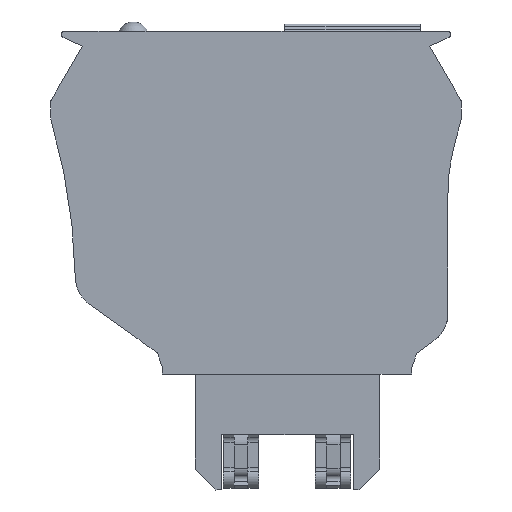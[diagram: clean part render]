
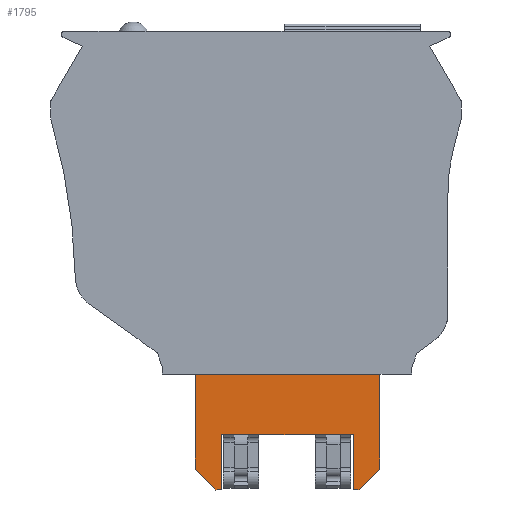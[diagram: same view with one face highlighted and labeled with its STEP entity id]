
A CAD part, left-side view. The second image highlights one B-rep face of the part: STEP entity #1795.
In plain terms, the highlighted planar face has unit normal (-1, 0, 0).
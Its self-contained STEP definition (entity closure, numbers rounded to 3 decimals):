
#1726=AXIS2_PLACEMENT_3D('Plane Axis2P3D',#1723,#1724,#1725) ;
#763=CARTESIAN_POINT('Vertex',(1.02,25.505,11.1)) ;
#766=CARTESIAN_POINT('Line Origine',(1.02,16.655,11.1)) ;
#770=CARTESIAN_POINT('Vertex',(1.02,7.805,11.1)) ;
#1695=CARTESIAN_POINT('Line Origine',(1.02,25.505,10.66)) ;
#1699=CARTESIAN_POINT('Vertex',(1.02,25.505,10.221)) ;
#1706=CARTESIAN_POINT('Vertex',(1.02,25.505,2.)) ;
#1709=CARTESIAN_POINT('Line Origine',(1.02,25.505,6.11)) ;
#1723=CARTESIAN_POINT('Axis2P3D Location',(1.02,33.377,0.)) ;
#1729=CARTESIAN_POINT('Control Point',(1.02,23.505,0.)) ;
#1730=CARTESIAN_POINT('Control Point',(1.02,25.505,2.)) ;
#1731=CARTESIAN_POINT('Vertex',(1.02,23.505,0.)) ;
#1735=CARTESIAN_POINT('Control Point',(1.02,22.955,0.)) ;
#1736=CARTESIAN_POINT('Control Point',(1.02,23.505,0.)) ;
#1737=CARTESIAN_POINT('Vertex',(1.02,22.955,0.)) ;
#1741=CARTESIAN_POINT('Control Point',(1.02,22.955,5.3)) ;
#1742=CARTESIAN_POINT('Control Point',(1.02,22.955,0.)) ;
#1743=CARTESIAN_POINT('Vertex',(1.02,22.955,5.3)) ;
#1747=CARTESIAN_POINT('Control Point',(1.02,10.355,5.3)) ;
#1748=CARTESIAN_POINT('Control Point',(1.02,22.955,5.3)) ;
#1749=CARTESIAN_POINT('Vertex',(1.02,10.355,5.3)) ;
#1753=CARTESIAN_POINT('Control Point',(1.02,10.355,0.)) ;
#1754=CARTESIAN_POINT('Control Point',(1.02,10.355,5.3)) ;
#1755=CARTESIAN_POINT('Vertex',(1.02,10.355,0.)) ;
#1759=CARTESIAN_POINT('Control Point',(1.02,9.805,0.)) ;
#1760=CARTESIAN_POINT('Control Point',(1.02,10.355,0.)) ;
#1761=CARTESIAN_POINT('Vertex',(1.02,9.805,0.)) ;
#1765=CARTESIAN_POINT('Control Point',(1.02,7.805,2.)) ;
#1766=CARTESIAN_POINT('Control Point',(1.02,9.805,0.)) ;
#1767=CARTESIAN_POINT('Vertex',(1.02,7.805,2.)) ;
#1771=CARTESIAN_POINT('Control Point',(1.02,7.805,10.221)) ;
#1772=CARTESIAN_POINT('Control Point',(1.02,7.805,2.)) ;
#1773=CARTESIAN_POINT('Vertex',(1.02,7.805,10.221)) ;
#1776=CARTESIAN_POINT('Line Origine',(1.02,7.805,10.66)) ;
#767=DIRECTION('Vector Direction',(0.,-1.,0.)) ;
#1696=DIRECTION('Vector Direction',(0.,0.,1.)) ;
#1710=DIRECTION('Vector Direction',(0.,0.,1.)) ;
#1724=DIRECTION('Axis2P3D Direction',(-1.,0.,0.)) ;
#1725=DIRECTION('Axis2P3D XDirection',(0.,-1.,0.)) ;
#1777=DIRECTION('Vector Direction',(0.,0.,-1.)) ;
#768=VECTOR('Line Direction',#767,1.) ;
#1697=VECTOR('Line Direction',#1696,1.) ;
#1711=VECTOR('Line Direction',#1710,1.) ;
#1778=VECTOR('Line Direction',#1777,1.) ;
#1782=ORIENTED_EDGE('',*,*,#1713,.T.) ;
#1783=ORIENTED_EDGE('',*,*,#1733,.T.) ;
#1784=ORIENTED_EDGE('',*,*,#1739,.T.) ;
#1785=ORIENTED_EDGE('',*,*,#1745,.T.) ;
#1786=ORIENTED_EDGE('',*,*,#1751,.F.) ;
#1787=ORIENTED_EDGE('',*,*,#1757,.T.) ;
#1788=ORIENTED_EDGE('',*,*,#1763,.T.) ;
#1789=ORIENTED_EDGE('',*,*,#1769,.T.) ;
#1790=ORIENTED_EDGE('',*,*,#1775,.T.) ;
#1791=ORIENTED_EDGE('',*,*,#1780,.F.) ;
#1792=ORIENTED_EDGE('',*,*,#772,.F.) ;
#1793=ORIENTED_EDGE('',*,*,#1701,.F.) ;
#1795=ADVANCED_FACE('Koerper.1',(#1794),#1727,.T.) ;
#1728=B_SPLINE_CURVE_WITH_KNOTS('',1,(#1729,#1730),.UNSPECIFIED.,.F.,.U.,(2,2),(0.,2.828),.UNSPECIFIED.) ;
#1734=B_SPLINE_CURVE_WITH_KNOTS('',1,(#1735,#1736),.UNSPECIFIED.,.F.,.U.,(2,2),(0.,0.55),.UNSPECIFIED.) ;
#1740=B_SPLINE_CURVE_WITH_KNOTS('',1,(#1741,#1742),.UNSPECIFIED.,.F.,.U.,(2,2),(0.,5.3),.UNSPECIFIED.) ;
#1746=B_SPLINE_CURVE_WITH_KNOTS('',1,(#1747,#1748),.UNSPECIFIED.,.F.,.U.,(2,2),(0.,12.6),.UNSPECIFIED.) ;
#1752=B_SPLINE_CURVE_WITH_KNOTS('',1,(#1753,#1754),.UNSPECIFIED.,.F.,.U.,(2,2),(0.,5.3),.UNSPECIFIED.) ;
#1758=B_SPLINE_CURVE_WITH_KNOTS('',1,(#1759,#1760),.UNSPECIFIED.,.F.,.U.,(2,2),(0.,0.55),.UNSPECIFIED.) ;
#1764=B_SPLINE_CURVE_WITH_KNOTS('',1,(#1765,#1766),.UNSPECIFIED.,.F.,.U.,(2,2),(0.,2.828),.UNSPECIFIED.) ;
#1770=B_SPLINE_CURVE_WITH_KNOTS('',1,(#1771,#1772),.UNSPECIFIED.,.F.,.U.,(2,2),(0.879,9.1),.UNSPECIFIED.) ;
#772=EDGE_CURVE('',#764,#771,#769,.T.) ;
#1701=EDGE_CURVE('',#1700,#764,#1698,.T.) ;
#1713=EDGE_CURVE('',#1700,#1707,#1712,.F.) ;
#1733=EDGE_CURVE('',#1707,#1732,#1728,.F.) ;
#1739=EDGE_CURVE('',#1732,#1738,#1734,.F.) ;
#1745=EDGE_CURVE('',#1738,#1744,#1740,.F.) ;
#1751=EDGE_CURVE('',#1750,#1744,#1746,.T.) ;
#1757=EDGE_CURVE('',#1750,#1756,#1752,.F.) ;
#1763=EDGE_CURVE('',#1756,#1762,#1758,.F.) ;
#1769=EDGE_CURVE('',#1762,#1768,#1764,.F.) ;
#1775=EDGE_CURVE('',#1768,#1774,#1770,.F.) ;
#1780=EDGE_CURVE('',#771,#1774,#1779,.T.) ;
#1781=EDGE_LOOP('',(#1782,#1783,#1784,#1785,#1786,#1787,#1788,#1789,#1790,#1791,#1792,#1793)) ;
#1794=FACE_OUTER_BOUND('',#1781,.T.) ;
#769=LINE('Line',#766,#768) ;
#1698=LINE('Line',#1695,#1697) ;
#1712=LINE('Line',#1709,#1711) ;
#1779=LINE('Line',#1776,#1778) ;
#1727=PLANE('',#1726) ;
#764=VERTEX_POINT('',#763) ;
#771=VERTEX_POINT('',#770) ;
#1700=VERTEX_POINT('',#1699) ;
#1707=VERTEX_POINT('',#1706) ;
#1732=VERTEX_POINT('',#1731) ;
#1738=VERTEX_POINT('',#1737) ;
#1744=VERTEX_POINT('',#1743) ;
#1750=VERTEX_POINT('',#1749) ;
#1756=VERTEX_POINT('',#1755) ;
#1762=VERTEX_POINT('',#1761) ;
#1768=VERTEX_POINT('',#1767) ;
#1774=VERTEX_POINT('',#1773) ;
